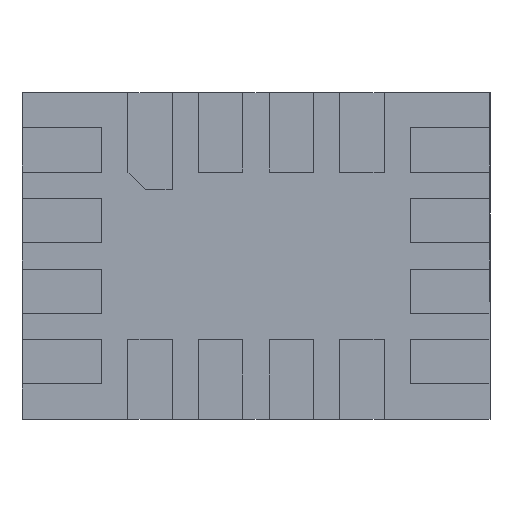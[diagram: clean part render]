
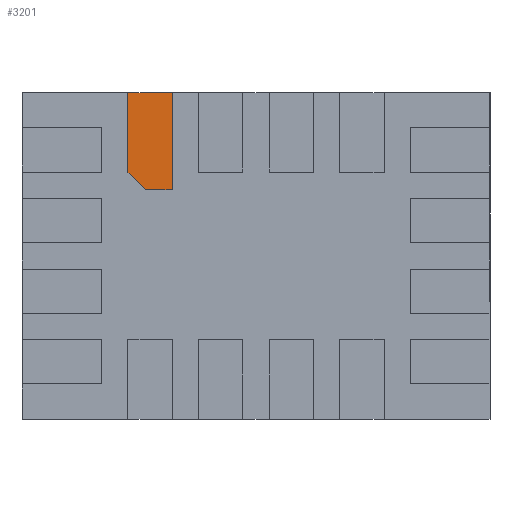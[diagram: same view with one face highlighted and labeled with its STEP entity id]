
A CAD part, top view. The second image highlights one B-rep face of the part: STEP entity #3201.
In plain terms, the highlighted planar face has unit normal (0, 0, 1).
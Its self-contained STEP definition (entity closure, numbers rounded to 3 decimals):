
#39 = VECTOR ( 'NONE', #654, 1000. ) ;
#64 = LINE ( 'NONE', #849, #1864 ) ;
#98 = CARTESIAN_POINT ( 'NONE',  ( -0.042, 0.084, 0.05 ) ) ;
#116 = CARTESIAN_POINT ( 'NONE',  ( -0.292, 0.184, 0.05 ) ) ;
#214 = VERTEX_POINT ( 'NONE', #936 ) ;
#275 = ORIENTED_EDGE ( 'NONE', *, *, #716, .T. ) ;
#281 = VERTEX_POINT ( 'NONE', #1718 ) ;
#283 = LINE ( 'NONE', #2056, #2245 ) ;
#332 = EDGE_LOOP ( 'NONE', ( #718, #275, #2399, #2557, #1175 ) ) ;
#396 = EDGE_CURVE ( 'NONE', #2385, #281, #955, .T. ) ;
#453 = LINE ( 'NONE', #639, #732 ) ;
#639 = CARTESIAN_POINT ( 'NONE',  ( -0.161, 0.084, 0.05 ) ) ;
#654 = DIRECTION ( 'NONE',  ( 0.707, -0.707, 0. ) ) ;
#716 = EDGE_CURVE ( 'NONE', #214, #2491, #453, .T. ) ;
#718 = ORIENTED_EDGE ( 'NONE', *, *, #2139, .T. ) ;
#721 = DIRECTION ( 'NONE',  ( 0., 0., 1. ) ) ;
#732 = VECTOR ( 'NONE', #1508, 1000. ) ;
#743 = DIRECTION ( 'NONE',  ( 1., 0., 0. ) ) ;
#849 = CARTESIAN_POINT ( 'NONE',  ( -0.042, 0.634, 0.05 ) ) ;
#936 = CARTESIAN_POINT ( 'NONE',  ( -0.192, 0.084, 0.05 ) ) ;
#955 = LINE ( 'NONE', #1027, #1507 ) ;
#1005 = DIRECTION ( 'NONE',  ( 0., -1., 0. ) ) ;
#1027 = CARTESIAN_POINT ( 'NONE',  ( -0.292, 0.371, 0.05 ) ) ;
#1120 = LINE ( 'NONE', #116, #39 ) ;
#1175 = ORIENTED_EDGE ( 'NONE', *, *, #396, .T. ) ;
#1507 = VECTOR ( 'NONE', #1005, 1000. ) ;
#1508 = DIRECTION ( 'NONE',  ( 1., 0., 0. ) ) ;
#1718 = CARTESIAN_POINT ( 'NONE',  ( -0.292, 0.184, 0.05 ) ) ;
#1779 = DIRECTION ( 'NONE',  ( 1., 0., 0. ) ) ;
#1864 = VECTOR ( 'NONE', #2454, 1000. ) ;
#2039 = PLANE ( 'NONE',  #2249 ) ;
#2056 = CARTESIAN_POINT ( 'NONE',  ( -0.042, 0.634, 0.05 ) ) ;
#2139 = EDGE_CURVE ( 'NONE', #281, #214, #1120, .T. ) ;
#2245 = VECTOR ( 'NONE', #743, 1000. ) ;
#2249 = AXIS2_PLACEMENT_3D ( 'NONE', #3090, #721, #1779 ) ;
#2384 = CARTESIAN_POINT ( 'NONE',  ( -0.292, 0.634, 0.05 ) ) ;
#2385 = VERTEX_POINT ( 'NONE', #2384 ) ;
#2395 = CARTESIAN_POINT ( 'NONE',  ( -0.042, 0.634, 0.05 ) ) ;
#2399 = ORIENTED_EDGE ( 'NONE', *, *, #2438, .F. ) ;
#2438 = EDGE_CURVE ( 'NONE', #2884, #2491, #64, .T. ) ;
#2454 = DIRECTION ( 'NONE',  ( 0., -1., 0. ) ) ;
#2491 = VERTEX_POINT ( 'NONE', #98 ) ;
#2557 = ORIENTED_EDGE ( 'NONE', *, *, #2668, .F. ) ;
#2564 = FACE_OUTER_BOUND ( 'NONE', #332, .T. ) ;
#2668 = EDGE_CURVE ( 'NONE', #2385, #2884, #283, .T. ) ;
#2884 = VERTEX_POINT ( 'NONE', #2395 ) ;
#3090 = CARTESIAN_POINT ( 'NONE',  ( -0.161, 0.371, 0.05 ) ) ;
#3201 = ADVANCED_FACE ( 'NONE', ( #2564 ), #2039, .T. ) ;
